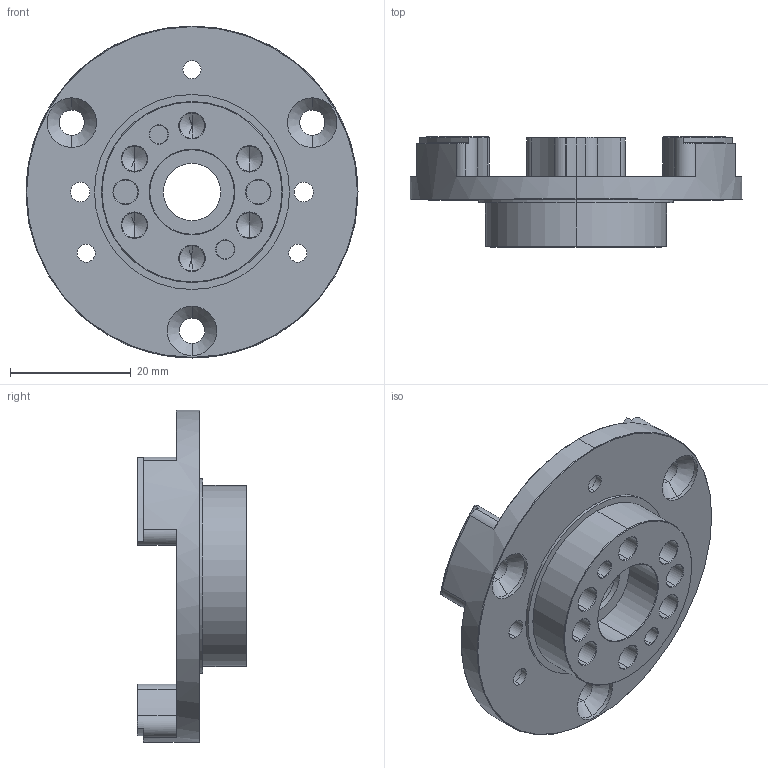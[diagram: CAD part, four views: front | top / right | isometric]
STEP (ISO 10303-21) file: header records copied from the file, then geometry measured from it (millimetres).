
FILE_DESCRIPTION (( 'STEP AP214' ), '1' );
FILE_NAME ('8116 煦极怀堤粣20240117.STEP', '2024-01-17T00:44:04', ( '' ), ( '' ), 'SwSTEP 2.0', 'SolidWorks 2021', '' );
FILE_SCHEMA (( 'AUTOMOTIVE_DESIGN' ));
Length unit declared in the file: millimetre
Products named in the file (1): 8116 煦极怀堤粣20240117
Bounding box: 55 x 18.2 x 55 mm (x, y, z)
Volume: 13617.4 mm3; surface area: 8645 mm2
Topology: 1 solids, 1 shells, 206 faces, 482 edges, 283 vertices
Faces by surface type: cone 98, cylinder 89, plane 19
Entity records: 6043 total; most frequent: DIRECTION 1137, CARTESIAN_POINT 1020, ORIENTED_EDGE 940, AXIS2_PLACEMENT_3D 478, EDGE_CURVE 470, VERTEX_POINT 283, CIRCLE 271, EDGE_LOOP 241
